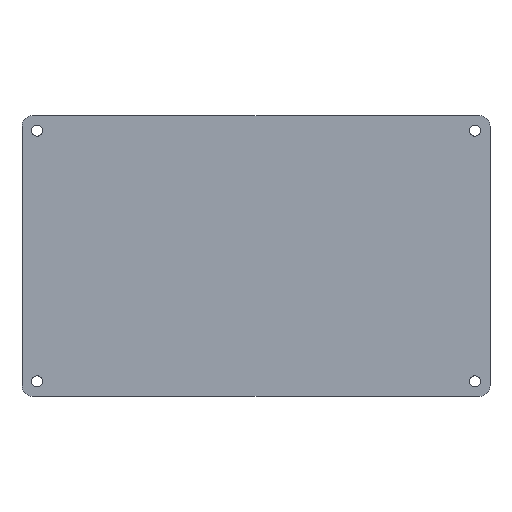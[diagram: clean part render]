
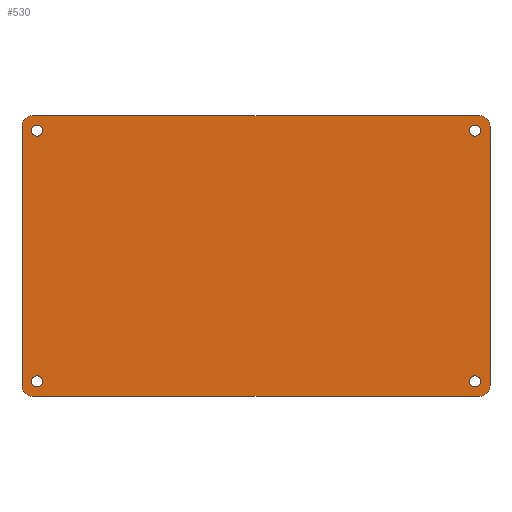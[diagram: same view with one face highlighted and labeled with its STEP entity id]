
A CAD part, front view. The second image highlights one B-rep face of the part: STEP entity #530.
In plain terms, the highlighted planar face has unit normal (0, -1, 0).
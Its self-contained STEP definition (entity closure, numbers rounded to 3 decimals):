
#3 = DIRECTION ( 'NONE',  ( 0., 0., 1. ) ) ;
#15 = FACE_BOUND ( 'NONE', #143, .T. ) ;
#21 = CARTESIAN_POINT ( 'NONE',  ( 0., 0., 0. ) ) ;
#23 = EDGE_LOOP ( 'NONE', ( #389, #780, #558, #160, #342, #240, #71, #704 ) ) ;
#33 = CARTESIAN_POINT ( 'NONE',  ( -41.172, 0., 24.622 ) ) ;
#41 = DIRECTION ( 'NONE',  ( 0., -1., 0. ) ) ;
#47 = VECTOR ( 'NONE', #720, 1000. ) ;
#54 = CARTESIAN_POINT ( 'NONE',  ( 41.172, 0., 22.522 ) ) ;
#60 = VECTOR ( 'NONE', #508, 1000. ) ;
#71 = ORIENTED_EDGE ( 'NONE', *, *, #610, .F. ) ;
#73 = DIRECTION ( 'NONE',  ( 0., -1., 0. ) ) ;
#84 = VERTEX_POINT ( 'NONE', #325 ) ;
#98 = VERTEX_POINT ( 'NONE', #393 ) ;
#104 = DIRECTION ( 'NONE',  ( 0., 0., -1. ) ) ;
#105 = ORIENTED_EDGE ( 'NONE', *, *, #435, .F. ) ;
#107 = DIRECTION ( 'NONE',  ( 0., 1., 0. ) ) ;
#110 = CIRCLE ( 'NONE', #650, 1.05 ) ;
#117 = DIRECTION ( 'NONE',  ( 0., 0., -1. ) ) ;
#124 = DIRECTION ( 'NONE',  ( 1., 0., 0. ) ) ;
#134 = EDGE_CURVE ( 'NONE', #406, #98, #515, .T. ) ;
#139 = ORIENTED_EDGE ( 'NONE', *, *, #852, .F. ) ;
#140 = DIRECTION ( 'NONE',  ( 0., 0., 1. ) ) ;
#142 = DIRECTION ( 'NONE',  ( 0., -1., 0. ) ) ;
#143 = EDGE_LOOP ( 'NONE', ( #758, #105 ) ) ;
#148 = CARTESIAN_POINT ( 'NONE',  ( 44., 0., -26.4 ) ) ;
#149 = ORIENTED_EDGE ( 'NONE', *, *, #874, .F. ) ;
#153 = EDGE_CURVE ( 'NONE', #789, #340, #846, .T. ) ;
#159 = AXIS2_PLACEMENT_3D ( 'NONE', #688, #142, #3 ) ;
#160 = ORIENTED_EDGE ( 'NONE', *, *, #468, .T. ) ;
#161 = VERTEX_POINT ( 'NONE', #854 ) ;
#168 = DIRECTION ( 'NONE',  ( 0., 0., 1. ) ) ;
#170 = ORIENTED_EDGE ( 'NONE', *, *, #804, .F. ) ;
#182 = CIRCLE ( 'NONE', #679, 2. ) ;
#185 = DIRECTION ( 'NONE',  ( 0., -1., 0. ) ) ;
#189 = DIRECTION ( 'NONE',  ( 0., -1., 0. ) ) ;
#202 = EDGE_CURVE ( 'NONE', #870, #98, #344, .T. ) ;
#203 = VECTOR ( 'NONE', #124, 1000. ) ;
#216 = CARTESIAN_POINT ( 'NONE',  ( 44., 0., 26.4 ) ) ;
#217 = VERTEX_POINT ( 'NONE', #727 ) ;
#234 = EDGE_CURVE ( 'NONE', #632, #84, #182, .T. ) ;
#237 = VERTEX_POINT ( 'NONE', #880 ) ;
#240 = ORIENTED_EDGE ( 'NONE', *, *, #234, .T. ) ;
#255 = AXIS2_PLACEMENT_3D ( 'NONE', #402, #189, #117 ) ;
#260 = DIRECTION ( 'NONE',  ( 0., -1., 0. ) ) ;
#298 = EDGE_LOOP ( 'NONE', ( #149, #640 ) ) ;
#299 = CARTESIAN_POINT ( 'NONE',  ( 41.172, 0., -24.622 ) ) ;
#300 = DIRECTION ( 'NONE',  ( 0., -1., 0. ) ) ;
#312 = VERTEX_POINT ( 'NONE', #54 ) ;
#314 = DIRECTION ( 'NONE',  ( 0., -1., 0. ) ) ;
#325 = CARTESIAN_POINT ( 'NONE',  ( 44., 0., -24.4 ) ) ;
#339 = DIRECTION ( 'NONE',  ( 0., -1., 0. ) ) ;
#340 = VERTEX_POINT ( 'NONE', #409 ) ;
#342 = ORIENTED_EDGE ( 'NONE', *, *, #509, .F. ) ;
#344 = CIRCLE ( 'NONE', #388, 2. ) ;
#351 = CIRCLE ( 'NONE', #850, 1.05 ) ;
#352 = DIRECTION ( 'NONE',  ( 0., -1., 0. ) ) ;
#354 = LINE ( 'NONE', #216, #203 ) ;
#362 = AXIS2_PLACEMENT_3D ( 'NONE', #838, #300, #701 ) ;
#367 = DIRECTION ( 'NONE',  ( 0., -1., 0. ) ) ;
#376 = VERTEX_POINT ( 'NONE', #894 ) ;
#377 = CARTESIAN_POINT ( 'NONE',  ( 42., 0., 26.4 ) ) ;
#388 = AXIS2_PLACEMENT_3D ( 'NONE', #581, #314, #439 ) ;
#389 = ORIENTED_EDGE ( 'NONE', *, *, #886, .F. ) ;
#393 = CARTESIAN_POINT ( 'NONE',  ( -44., 0., 24.4 ) ) ;
#402 = CARTESIAN_POINT ( 'NONE',  ( 41.172, 0., -23.572 ) ) ;
#406 = VERTEX_POINT ( 'NONE', #623 ) ;
#409 = CARTESIAN_POINT ( 'NONE',  ( -41.172, 0., 22.522 ) ) ;
#412 = EDGE_LOOP ( 'NONE', ( #139, #577 ) ) ;
#427 = DIRECTION ( 'NONE',  ( -1., 0., 0. ) ) ;
#435 = EDGE_CURVE ( 'NONE', #237, #217, #466, .T. ) ;
#439 = DIRECTION ( 'NONE',  ( 0., 0., 1. ) ) ;
#448 = CARTESIAN_POINT ( 'NONE',  ( -44., 0., 26.4 ) ) ;
#458 = VECTOR ( 'NONE', #427, 1000. ) ;
#466 = CIRCLE ( 'NONE', #362, 1.05 ) ;
#468 = EDGE_CURVE ( 'NONE', #406, #376, #732, .T. ) ;
#480 = CIRCLE ( 'NONE', #710, 2. ) ;
#481 = CARTESIAN_POINT ( 'NONE',  ( 41.172, 0., 24.622 ) ) ;
#483 = EDGE_CURVE ( 'NONE', #859, #312, #351, .T. ) ;
#494 = CARTESIAN_POINT ( 'NONE',  ( 42., 0., 24.4 ) ) ;
#495 = CARTESIAN_POINT ( 'NONE',  ( 41.172, 0., 23.572 ) ) ;
#498 = AXIS2_PLACEMENT_3D ( 'NONE', #805, #185, #669 ) ;
#508 = DIRECTION ( 'NONE',  ( 0., 0., -1. ) ) ;
#509 = EDGE_CURVE ( 'NONE', #632, #376, #547, .T. ) ;
#515 = LINE ( 'NONE', #448, #47 ) ;
#528 = DIRECTION ( 'NONE',  ( 0., 0., -1. ) ) ;
#530 = ADVANCED_FACE ( 'NONE', ( #633, #15, #782, #872, #565 ), #584, .F. ) ;
#538 = CIRCLE ( 'NONE', #159, 1.05 ) ;
#547 = LINE ( 'NONE', #148, #458 ) ;
#558 = ORIENTED_EDGE ( 'NONE', *, *, #134, .F. ) ;
#559 = DIRECTION ( 'NONE',  ( 0., 0., 1. ) ) ;
#565 = FACE_OUTER_BOUND ( 'NONE', #23, .T. ) ;
#573 = CARTESIAN_POINT ( 'NONE',  ( 41.172, 0., -23.572 ) ) ;
#577 = ORIENTED_EDGE ( 'NONE', *, *, #153, .F. ) ;
#578 = CARTESIAN_POINT ( 'NONE',  ( -41.172, 0., 23.572 ) ) ;
#579 = CARTESIAN_POINT ( 'NONE',  ( 42., 0., -26.4 ) ) ;
#581 = CARTESIAN_POINT ( 'NONE',  ( -42., 0., 24.4 ) ) ;
#584 = PLANE ( 'NONE',  #611 ) ;
#594 = CARTESIAN_POINT ( 'NONE',  ( 42., 0., -24.4 ) ) ;
#610 = EDGE_CURVE ( 'NONE', #765, #84, #636, .T. ) ;
#611 = AXIS2_PLACEMENT_3D ( 'NONE', #21, #107, #168 ) ;
#615 = VERTEX_POINT ( 'NONE', #377 ) ;
#623 = CARTESIAN_POINT ( 'NONE',  ( -44., 0., -24.4 ) ) ;
#632 = VERTEX_POINT ( 'NONE', #579 ) ;
#633 = FACE_BOUND ( 'NONE', #298, .T. ) ;
#636 = LINE ( 'NONE', #641, #60 ) ;
#637 = AXIS2_PLACEMENT_3D ( 'NONE', #645, #41, #104 ) ;
#640 = ORIENTED_EDGE ( 'NONE', *, *, #483, .F. ) ;
#641 = CARTESIAN_POINT ( 'NONE',  ( 44., 0., 26.4 ) ) ;
#645 = CARTESIAN_POINT ( 'NONE',  ( -41.172, 0., 23.572 ) ) ;
#650 = AXIS2_PLACEMENT_3D ( 'NONE', #573, #260, #790 ) ;
#651 = ORIENTED_EDGE ( 'NONE', *, *, #693, .F. ) ;
#669 = DIRECTION ( 'NONE',  ( 0., 0., 1. ) ) ;
#679 = AXIS2_PLACEMENT_3D ( 'NONE', #594, #339, #736 ) ;
#688 = CARTESIAN_POINT ( 'NONE',  ( 41.172, 0., 23.572 ) ) ;
#690 = DIRECTION ( 'NONE',  ( 0., 0., 1. ) ) ;
#693 = EDGE_CURVE ( 'NONE', #751, #161, #754, .T. ) ;
#701 = DIRECTION ( 'NONE',  ( 0., 0., 1. ) ) ;
#703 = AXIS2_PLACEMENT_3D ( 'NONE', #578, #73, #528 ) ;
#704 = ORIENTED_EDGE ( 'NONE', *, *, #752, .T. ) ;
#710 = AXIS2_PLACEMENT_3D ( 'NONE', #494, #842, #559 ) ;
#720 = DIRECTION ( 'NONE',  ( 0., 0., 1. ) ) ;
#727 = CARTESIAN_POINT ( 'NONE',  ( -41.172, 0., -24.622 ) ) ;
#732 = CIRCLE ( 'NONE', #891, 2. ) ;
#734 = CARTESIAN_POINT ( 'NONE',  ( 44., 0., 24.4 ) ) ;
#736 = DIRECTION ( 'NONE',  ( 0., 0., 1. ) ) ;
#751 = VERTEX_POINT ( 'NONE', #299 ) ;
#752 = EDGE_CURVE ( 'NONE', #765, #615, #480, .T. ) ;
#754 = CIRCLE ( 'NONE', #255, 1.05 ) ;
#758 = ORIENTED_EDGE ( 'NONE', *, *, #776, .F. ) ;
#765 = VERTEX_POINT ( 'NONE', #734 ) ;
#768 = CARTESIAN_POINT ( 'NONE',  ( -42., 0., -24.4 ) ) ;
#776 = EDGE_CURVE ( 'NONE', #217, #237, #848, .T. ) ;
#779 = CIRCLE ( 'NONE', #703, 1.05 ) ;
#780 = ORIENTED_EDGE ( 'NONE', *, *, #202, .T. ) ;
#782 = FACE_BOUND ( 'NONE', #412, .T. ) ;
#789 = VERTEX_POINT ( 'NONE', #33 ) ;
#790 = DIRECTION ( 'NONE',  ( 0., 0., -1. ) ) ;
#804 = EDGE_CURVE ( 'NONE', #161, #751, #110, .T. ) ;
#805 = CARTESIAN_POINT ( 'NONE',  ( -41.172, 0., -23.572 ) ) ;
#831 = CARTESIAN_POINT ( 'NONE',  ( -42., 0., 26.4 ) ) ;
#838 = CARTESIAN_POINT ( 'NONE',  ( -41.172, 0., -23.572 ) ) ;
#842 = DIRECTION ( 'NONE',  ( 0., -1., 0. ) ) ;
#845 = EDGE_LOOP ( 'NONE', ( #651, #170 ) ) ;
#846 = CIRCLE ( 'NONE', #637, 1.05 ) ;
#848 = CIRCLE ( 'NONE', #498, 1.05 ) ;
#850 = AXIS2_PLACEMENT_3D ( 'NONE', #495, #367, #690 ) ;
#852 = EDGE_CURVE ( 'NONE', #340, #789, #779, .T. ) ;
#854 = CARTESIAN_POINT ( 'NONE',  ( 41.172, 0., -22.522 ) ) ;
#859 = VERTEX_POINT ( 'NONE', #481 ) ;
#870 = VERTEX_POINT ( 'NONE', #831 ) ;
#872 = FACE_BOUND ( 'NONE', #845, .T. ) ;
#874 = EDGE_CURVE ( 'NONE', #312, #859, #538, .T. ) ;
#880 = CARTESIAN_POINT ( 'NONE',  ( -41.172, 0., -22.522 ) ) ;
#886 = EDGE_CURVE ( 'NONE', #870, #615, #354, .T. ) ;
#891 = AXIS2_PLACEMENT_3D ( 'NONE', #768, #352, #140 ) ;
#894 = CARTESIAN_POINT ( 'NONE',  ( -42., 0., -26.4 ) ) ;
